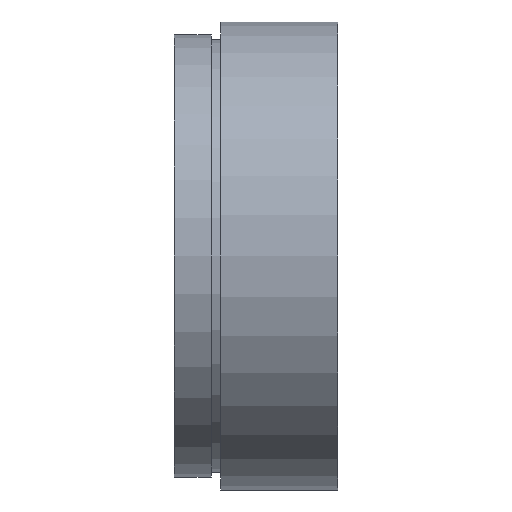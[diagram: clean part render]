
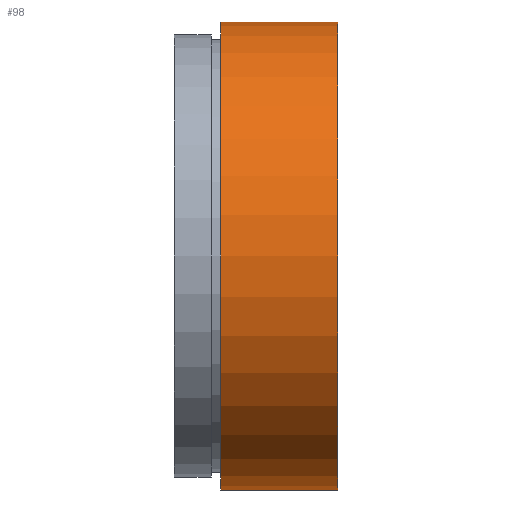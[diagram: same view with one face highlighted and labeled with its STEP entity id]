
A CAD part, left-side view. The second image highlights one B-rep face of the part: STEP entity #98.
In plain terms, the highlighted cylindrical face has radius 25.4 mm (diameter 50.8 mm), a partial arc.
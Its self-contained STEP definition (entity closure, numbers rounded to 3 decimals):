
#2 = AXIS2_PLACEMENT_3D ( 'NONE', #41, #40, #465 ) ;
#12 = AXIS2_PLACEMENT_3D ( 'NONE', #576, #491, #217 ) ;
#40 = DIRECTION ( 'NONE',  ( 0., 1., 0. ) ) ;
#41 = CARTESIAN_POINT ( 'NONE',  ( 0., 12.7, 0. ) ) ;
#64 = EDGE_CURVE ( 'NONE', #336, #479, #122, .T. ) ;
#70 = FACE_OUTER_BOUND ( 'NONE', #118, .T. ) ;
#79 = CARTESIAN_POINT ( 'NONE',  ( 0., 0., 0. ) ) ;
#98 = ADVANCED_FACE ( 'NONE', ( #70 ), #593, .T. ) ;
#118 = EDGE_LOOP ( 'NONE', ( #269, #516, #358, #429 ) ) ;
#122 = LINE ( 'NONE', #211, #139 ) ;
#139 = VECTOR ( 'NONE', #527, 1000. ) ;
#175 = LINE ( 'NONE', #473, #619 ) ;
#206 = CIRCLE ( 'NONE', #2, 25.4 ) ;
#211 = CARTESIAN_POINT ( 'NONE',  ( 0., 161.376, 25.4 ) ) ;
#217 = DIRECTION ( 'NONE',  ( 0., 0., 1. ) ) ;
#241 = EDGE_CURVE ( 'NONE', #377, #336, #547, .T. ) ;
#269 = ORIENTED_EDGE ( 'NONE', *, *, #556, .F. ) ;
#275 = DIRECTION ( 'NONE',  ( 0., 1., 0. ) ) ;
#282 = CARTESIAN_POINT ( 'NONE',  ( 0., 0., -25.4 ) ) ;
#318 = AXIS2_PLACEMENT_3D ( 'NONE', #79, #275, #538 ) ;
#336 = VERTEX_POINT ( 'NONE', #413 ) ;
#358 = ORIENTED_EDGE ( 'NONE', *, *, #64, .T. ) ;
#376 = VERTEX_POINT ( 'NONE', #458 ) ;
#377 = VERTEX_POINT ( 'NONE', #282 ) ;
#413 = CARTESIAN_POINT ( 'NONE',  ( 0., 0., 25.4 ) ) ;
#429 = ORIENTED_EDGE ( 'NONE', *, *, #493, .F. ) ;
#458 = CARTESIAN_POINT ( 'NONE',  ( 0., 12.7, -25.4 ) ) ;
#465 = DIRECTION ( 'NONE',  ( 0., 0., 1. ) ) ;
#473 = CARTESIAN_POINT ( 'NONE',  ( 0., 161.376, -25.4 ) ) ;
#479 = VERTEX_POINT ( 'NONE', #518 ) ;
#491 = DIRECTION ( 'NONE',  ( 0., 1., 0. ) ) ;
#493 = EDGE_CURVE ( 'NONE', #376, #479, #206, .T. ) ;
#510 = DIRECTION ( 'NONE',  ( 0., 1., 0. ) ) ;
#516 = ORIENTED_EDGE ( 'NONE', *, *, #241, .T. ) ;
#518 = CARTESIAN_POINT ( 'NONE',  ( 0., 12.7, 25.4 ) ) ;
#527 = DIRECTION ( 'NONE',  ( 0., 1., 0. ) ) ;
#538 = DIRECTION ( 'NONE',  ( 0., 0., 1. ) ) ;
#547 = CIRCLE ( 'NONE', #318, 25.4 ) ;
#556 = EDGE_CURVE ( 'NONE', #377, #376, #175, .T. ) ;
#576 = CARTESIAN_POINT ( 'NONE',  ( 0., 161.376, 0. ) ) ;
#593 = CYLINDRICAL_SURFACE ( 'NONE', #12, 25.4 ) ;
#619 = VECTOR ( 'NONE', #510, 1000. ) ;
